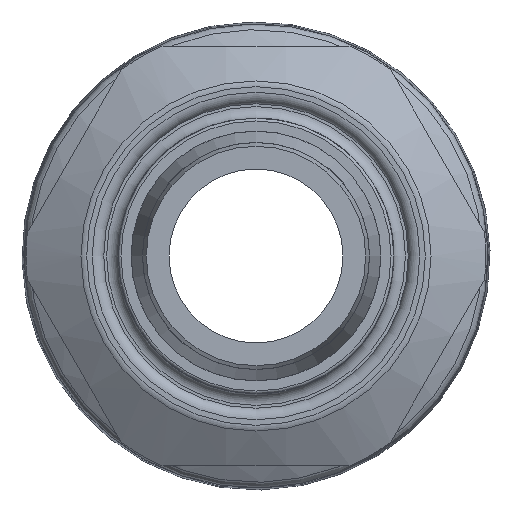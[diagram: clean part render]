
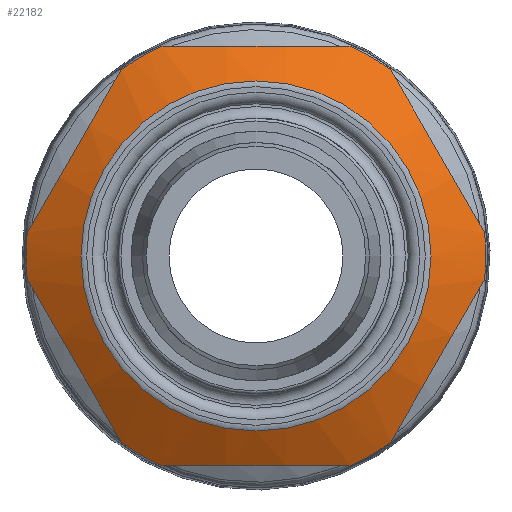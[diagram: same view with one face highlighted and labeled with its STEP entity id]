
A CAD part, front view. The second image highlights one B-rep face of the part: STEP entity #22182.
In plain terms, the highlighted conical face has half-angle 60 degrees and reference radius 17.78 mm.
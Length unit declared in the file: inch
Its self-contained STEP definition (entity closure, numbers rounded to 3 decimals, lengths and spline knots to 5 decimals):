
#700=(
BOUNDED_CURVE()
B_SPLINE_CURVE(2,(#33738,#33739,#33740),.UNSPECIFIED.,.F.,.F.)
B_SPLINE_CURVE_WITH_KNOTS((3,3),(0.,1.67512),.UNSPECIFIED.)
CURVE()
GEOMETRIC_REPRESENTATION_ITEM()
RATIONAL_B_SPLINE_CURVE((1.,1.096,1.))
REPRESENTATION_ITEM('')
);
#701=(
BOUNDED_CURVE()
B_SPLINE_CURVE(2,(#33744,#33745,#33746),.UNSPECIFIED.,.F.,.F.)
B_SPLINE_CURVE_WITH_KNOTS((3,3),(0.,1.67512),.UNSPECIFIED.)
CURVE()
GEOMETRIC_REPRESENTATION_ITEM()
RATIONAL_B_SPLINE_CURVE((1.,1.096,1.))
REPRESENTATION_ITEM('')
);
#702=(
BOUNDED_CURVE()
B_SPLINE_CURVE(2,(#33750,#33751,#33752),.UNSPECIFIED.,.F.,.F.)
B_SPLINE_CURVE_WITH_KNOTS((3,3),(0.,1.67512),.UNSPECIFIED.)
CURVE()
GEOMETRIC_REPRESENTATION_ITEM()
RATIONAL_B_SPLINE_CURVE((1.,1.096,1.))
REPRESENTATION_ITEM('')
);
#703=(
BOUNDED_CURVE()
B_SPLINE_CURVE(2,(#33756,#33757,#33758),.UNSPECIFIED.,.F.,.F.)
B_SPLINE_CURVE_WITH_KNOTS((3,3),(0.,1.67512),.UNSPECIFIED.)
CURVE()
GEOMETRIC_REPRESENTATION_ITEM()
RATIONAL_B_SPLINE_CURVE((1.,1.096,1.))
REPRESENTATION_ITEM('')
);
#704=(
BOUNDED_CURVE()
B_SPLINE_CURVE(2,(#33762,#33763,#33764),.UNSPECIFIED.,.F.,.F.)
B_SPLINE_CURVE_WITH_KNOTS((3,3),(0.,1.67512),.UNSPECIFIED.)
CURVE()
GEOMETRIC_REPRESENTATION_ITEM()
RATIONAL_B_SPLINE_CURVE((1.,1.096,1.))
REPRESENTATION_ITEM('')
);
#705=(
BOUNDED_CURVE()
B_SPLINE_CURVE(2,(#33768,#33769,#33770),.UNSPECIFIED.,.F.,.F.)
B_SPLINE_CURVE_WITH_KNOTS((3,3),(0.,1.67512),.UNSPECIFIED.)
CURVE()
GEOMETRIC_REPRESENTATION_ITEM()
RATIONAL_B_SPLINE_CURVE((1.,1.096,1.))
REPRESENTATION_ITEM('')
);
#2570=FACE_OUTER_BOUND('',#3830,.T.);
#3830=EDGE_LOOP('',(#15054,#15055,#15056,#15057,#15058,#15059,#15060,#15061,
#15062,#15063,#15064,#15065,#15066,#15067,#15068,#15069));
#5066=LINE('',#33734,#6527);
#6527=VECTOR('',#25769,0.7);
#8078=CIRCLE('',#23648,0.60928);
#8080=CIRCLE('',#23652,0.8);
#8081=CIRCLE('',#23653,0.8);
#8082=CIRCLE('',#23654,0.8);
#8083=CIRCLE('',#23655,0.8);
#8084=CIRCLE('',#23656,0.8);
#8085=CIRCLE('',#23657,0.8);
#8086=CIRCLE('',#23658,0.8);
#8948=VERTEX_POINT('',#33726);
#8950=VERTEX_POINT('',#33733);
#8951=VERTEX_POINT('',#33735);
#8952=VERTEX_POINT('',#33737);
#8953=VERTEX_POINT('',#33741);
#8954=VERTEX_POINT('',#33743);
#8955=VERTEX_POINT('',#33747);
#8956=VERTEX_POINT('',#33749);
#8957=VERTEX_POINT('',#33753);
#8958=VERTEX_POINT('',#33755);
#8959=VERTEX_POINT('',#33759);
#8960=VERTEX_POINT('',#33761);
#8961=VERTEX_POINT('',#33765);
#8962=VERTEX_POINT('',#33767);
#11293=EDGE_CURVE('',#8948,#8948,#8078,.T.);
#11295=EDGE_CURVE('',#8948,#8950,#5066,.T.);
#11296=EDGE_CURVE('',#8951,#8950,#8080,.T.);
#11297=EDGE_CURVE('',#8952,#8951,#700,.T.);
#11298=EDGE_CURVE('',#8953,#8952,#8081,.T.);
#11299=EDGE_CURVE('',#8954,#8953,#701,.T.);
#11300=EDGE_CURVE('',#8955,#8954,#8082,.T.);
#11301=EDGE_CURVE('',#8956,#8955,#702,.T.);
#11302=EDGE_CURVE('',#8957,#8956,#8083,.T.);
#11303=EDGE_CURVE('',#8958,#8957,#703,.T.);
#11304=EDGE_CURVE('',#8959,#8958,#8084,.T.);
#11305=EDGE_CURVE('',#8960,#8959,#704,.T.);
#11306=EDGE_CURVE('',#8961,#8960,#8085,.T.);
#11307=EDGE_CURVE('',#8962,#8961,#705,.T.);
#11308=EDGE_CURVE('',#8950,#8962,#8086,.T.);
#15054=ORIENTED_EDGE('',*,*,#11293,.F.);
#15055=ORIENTED_EDGE('',*,*,#11295,.T.);
#15056=ORIENTED_EDGE('',*,*,#11296,.F.);
#15057=ORIENTED_EDGE('',*,*,#11297,.F.);
#15058=ORIENTED_EDGE('',*,*,#11298,.F.);
#15059=ORIENTED_EDGE('',*,*,#11299,.F.);
#15060=ORIENTED_EDGE('',*,*,#11300,.F.);
#15061=ORIENTED_EDGE('',*,*,#11301,.F.);
#15062=ORIENTED_EDGE('',*,*,#11302,.F.);
#15063=ORIENTED_EDGE('',*,*,#11303,.F.);
#15064=ORIENTED_EDGE('',*,*,#11304,.F.);
#15065=ORIENTED_EDGE('',*,*,#11305,.F.);
#15066=ORIENTED_EDGE('',*,*,#11306,.F.);
#15067=ORIENTED_EDGE('',*,*,#11307,.F.);
#15068=ORIENTED_EDGE('',*,*,#11308,.F.);
#15069=ORIENTED_EDGE('',*,*,#11295,.F.);
#20711=CONICAL_SURFACE('',#23651,0.7,1.047);
#22182=ADVANCED_FACE('',(#2570),#20711,.T.);
#23648=AXIS2_PLACEMENT_3D('',#33728,#25761,#25762);
#23651=AXIS2_PLACEMENT_3D('',#33732,#25767,#25768);
#23652=AXIS2_PLACEMENT_3D('',#33736,#25770,#25771);
#23653=AXIS2_PLACEMENT_3D('',#33742,#25772,#25773);
#23654=AXIS2_PLACEMENT_3D('',#33748,#25774,#25775);
#23655=AXIS2_PLACEMENT_3D('',#33754,#25776,#25777);
#23656=AXIS2_PLACEMENT_3D('',#33760,#25778,#25779);
#23657=AXIS2_PLACEMENT_3D('',#33766,#25780,#25781);
#23658=AXIS2_PLACEMENT_3D('',#33771,#25782,#25783);
#25761=DIRECTION('center_axis',(0.,-1.,0.));
#25762=DIRECTION('ref_axis',(-1.,0.,0.));
#25767=DIRECTION('center_axis',(0.,1.,0.));
#25768=DIRECTION('ref_axis',(1.,0.,0.));
#25769=DIRECTION('',(-0.866,0.5,0.));
#25770=DIRECTION('center_axis',(0.,1.,0.));
#25771=DIRECTION('ref_axis',(-1.,0.,0.));
#25772=DIRECTION('center_axis',(0.,1.,0.));
#25773=DIRECTION('ref_axis',(-1.,0.,0.));
#25774=DIRECTION('center_axis',(0.,1.,0.));
#25775=DIRECTION('ref_axis',(-1.,0.,0.));
#25776=DIRECTION('center_axis',(0.,1.,0.));
#25777=DIRECTION('ref_axis',(-1.,0.,0.));
#25778=DIRECTION('center_axis',(0.,1.,0.));
#25779=DIRECTION('ref_axis',(-1.,0.,0.));
#25780=DIRECTION('center_axis',(0.,1.,0.));
#25781=DIRECTION('ref_axis',(-1.,0.,0.));
#25782=DIRECTION('center_axis',(0.,1.,0.));
#25783=DIRECTION('ref_axis',(-1.,0.,0.));
#33726=CARTESIAN_POINT('',(-0.60928,-2.04629,0.));
#33728=CARTESIAN_POINT('Origin',(0.,-2.04629,
0.));
#33732=CARTESIAN_POINT('Origin',(0.,-1.99392,
0.));
#33733=CARTESIAN_POINT('',(-0.8,-1.93618,0.));
#33734=CARTESIAN_POINT('',(-0.7,-1.99392,0.));
#33735=CARTESIAN_POINT('',(-0.79583,-1.93618,-0.08158));
#33736=CARTESIAN_POINT('Origin',(0.,-1.93618,0.));
#33737=CARTESIAN_POINT('',(-0.46857,-1.93618,-0.64842));
#33738=CARTESIAN_POINT('Ctrl Pts',(-0.46857,-1.93618,
-0.64842));
#33739=CARTESIAN_POINT('Ctrl Pts',(-0.6322,-2.01348,
-0.365));
#33740=CARTESIAN_POINT('Ctrl Pts',(-0.79583,-1.93618,
-0.08158));
#33741=CARTESIAN_POINT('',(-0.32726,-1.93618,-0.73));
#33742=CARTESIAN_POINT('Origin',(0.,-1.93618,0.));
#33743=CARTESIAN_POINT('',(0.32726,-1.93618,-0.73));
#33744=CARTESIAN_POINT('Ctrl Pts',(0.32726,-1.93618,
-0.73));
#33745=CARTESIAN_POINT('Ctrl Pts',(0.,-2.01348,
-0.73));
#33746=CARTESIAN_POINT('Ctrl Pts',(-0.32726,-1.93618,
-0.73));
#33747=CARTESIAN_POINT('',(0.46857,-1.93618,-0.64842));
#33748=CARTESIAN_POINT('Origin',(0.,-1.93618,0.));
#33749=CARTESIAN_POINT('',(0.79583,-1.93618,-0.08158));
#33750=CARTESIAN_POINT('Ctrl Pts',(0.79583,-1.93618,
-0.08158));
#33751=CARTESIAN_POINT('Ctrl Pts',(0.6322,-2.01348,-0.365));
#33752=CARTESIAN_POINT('Ctrl Pts',(0.46857,-1.93618,
-0.64842));
#33753=CARTESIAN_POINT('',(0.79583,-1.93618,0.08158));
#33754=CARTESIAN_POINT('Origin',(0.,-1.93618,0.));
#33755=CARTESIAN_POINT('',(0.46857,-1.93618,0.64842));
#33756=CARTESIAN_POINT('Ctrl Pts',(0.46857,-1.93618,
0.64842));
#33757=CARTESIAN_POINT('Ctrl Pts',(0.6322,-2.01348,0.365));
#33758=CARTESIAN_POINT('Ctrl Pts',(0.79583,-1.93618,
0.08158));
#33759=CARTESIAN_POINT('',(0.32726,-1.93618,0.73));
#33760=CARTESIAN_POINT('Origin',(0.,-1.93618,0.));
#33761=CARTESIAN_POINT('',(-0.32726,-1.93618,0.73));
#33762=CARTESIAN_POINT('Ctrl Pts',(-0.32726,-1.93618,
0.73));
#33763=CARTESIAN_POINT('Ctrl Pts',(0.,-2.01348,
0.73));
#33764=CARTESIAN_POINT('Ctrl Pts',(0.32726,-1.93618,
0.73));
#33765=CARTESIAN_POINT('',(-0.46857,-1.93618,0.64842));
#33766=CARTESIAN_POINT('Origin',(0.,-1.93618,0.));
#33767=CARTESIAN_POINT('',(-0.79583,-1.93618,0.08158));
#33768=CARTESIAN_POINT('Ctrl Pts',(-0.79583,-1.93618,
0.08158));
#33769=CARTESIAN_POINT('Ctrl Pts',(-0.6322,-2.01348,
0.365));
#33770=CARTESIAN_POINT('Ctrl Pts',(-0.46857,-1.93618,
0.64842));
#33771=CARTESIAN_POINT('Origin',(0.,-1.93618,0.));
